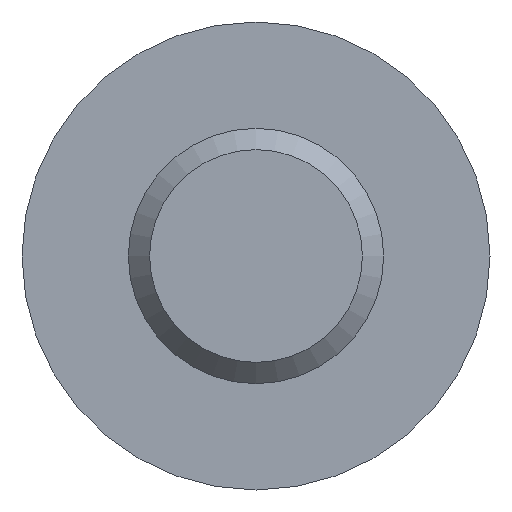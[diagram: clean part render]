
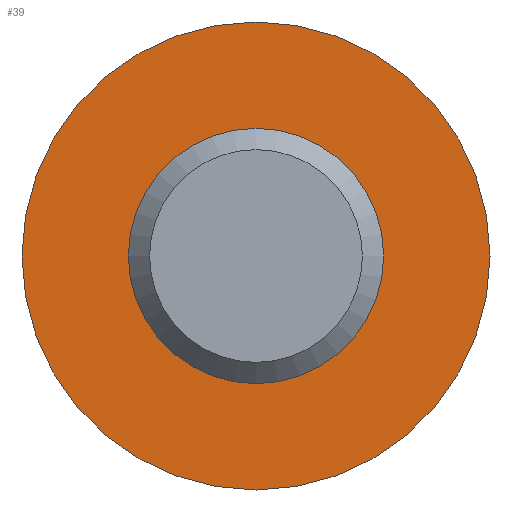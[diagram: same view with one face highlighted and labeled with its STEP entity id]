
A CAD part, front view. The second image highlights one B-rep face of the part: STEP entity #39.
In plain terms, the highlighted planar face has unit normal (0, -1, 0).
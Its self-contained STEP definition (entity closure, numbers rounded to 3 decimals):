
#9 = FACE_BOUND ( 'NONE', #485, .T. ) ;
#10 = ORIENTED_EDGE ( 'NONE', *, *, #25, .T. ) ;
#20 = CARTESIAN_POINT ( 'NONE',  ( 0., 20., 0. ) ) ;
#25 = EDGE_CURVE ( 'NONE', #225, #225, #432, .T. ) ;
#39 = ADVANCED_FACE ( 'NONE', ( #9, #174 ), #326, .F. ) ;
#50 = DIRECTION ( 'NONE',  ( 0., 0., 1. ) ) ;
#72 = AXIS2_PLACEMENT_3D ( 'NONE', #495, #131, #50 ) ;
#73 = AXIS2_PLACEMENT_3D ( 'NONE', #453, #296, #450 ) ;
#131 = DIRECTION ( 'NONE',  ( 0., 1., 0. ) ) ;
#158 = CARTESIAN_POINT ( 'NONE',  ( 0., 20., -2.75 ) ) ;
#174 = FACE_OUTER_BOUND ( 'NONE', #273, .T. ) ;
#225 = VERTEX_POINT ( 'NONE', #158 ) ;
#273 = EDGE_LOOP ( 'NONE', ( #10 ) ) ;
#282 = EDGE_CURVE ( 'NONE', #396, #396, #358, .T. ) ;
#286 = DIRECTION ( 'NONE',  ( 0., 0., -1. ) ) ;
#296 = DIRECTION ( 'NONE',  ( 0., -1., 0. ) ) ;
#321 = CARTESIAN_POINT ( 'NONE',  ( 0., 20., -1.5 ) ) ;
#324 = ORIENTED_EDGE ( 'NONE', *, *, #282, .F. ) ;
#326 = PLANE ( 'NONE',  #72 ) ;
#337 = AXIS2_PLACEMENT_3D ( 'NONE', #20, #340, #286 ) ;
#340 = DIRECTION ( 'NONE',  ( 0., -1., 0. ) ) ;
#358 = CIRCLE ( 'NONE', #73, 1.5 ) ;
#396 = VERTEX_POINT ( 'NONE', #321 ) ;
#432 = CIRCLE ( 'NONE', #337, 2.75 ) ;
#450 = DIRECTION ( 'NONE',  ( 0., 0., -1. ) ) ;
#453 = CARTESIAN_POINT ( 'NONE',  ( 0., 20., 0. ) ) ;
#485 = EDGE_LOOP ( 'NONE', ( #324 ) ) ;
#495 = CARTESIAN_POINT ( 'NONE',  ( -1.5, 20., 0. ) ) ;
